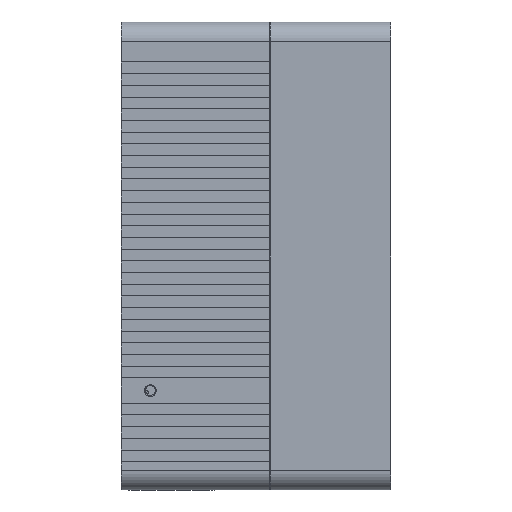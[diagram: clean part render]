
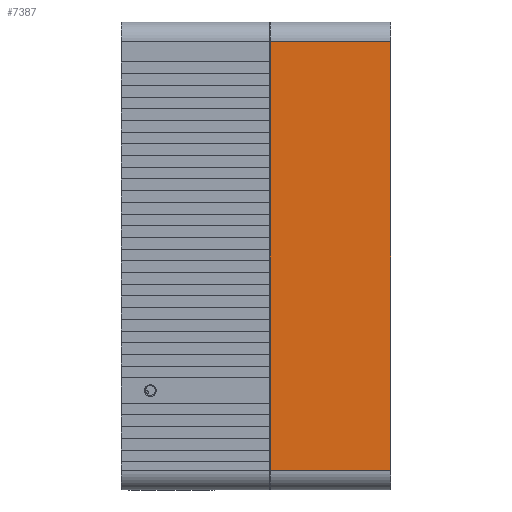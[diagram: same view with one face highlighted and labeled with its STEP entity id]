
A CAD part, left-side view. The second image highlights one B-rep face of the part: STEP entity #7387.
In plain terms, the highlighted planar face has unit normal (-1, 0, 0).
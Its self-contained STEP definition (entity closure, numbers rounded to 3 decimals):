
#483=DIRECTION('',(0.,0.,-1.));
#484=VECTOR('',#483,110.);
#485=CARTESIAN_POINT('',(-70.,-31.2,55.));
#486=LINE('',#485,#484);
#1995=DIRECTION('',(0.,0.,-1.));
#1996=VECTOR('',#1995,110.);
#1997=CARTESIAN_POINT('',(-70.,-0.2,55.));
#1998=LINE('',#1997,#1996);
#2098=DIRECTION('',(0.,1.,0.));
#2099=VECTOR('',#2098,31.);
#2100=CARTESIAN_POINT('',(-70.,-31.2,55.));
#2101=LINE('',#2100,#2099);
#2102=DIRECTION('',(0.,1.,0.));
#2103=VECTOR('',#2102,31.);
#2104=CARTESIAN_POINT('',(-70.,-31.2,-55.));
#2105=LINE('',#2104,#2103);
#3710=CARTESIAN_POINT('',(-70.,-0.2,55.));
#3712=VERTEX_POINT('',#3710);
#3716=CARTESIAN_POINT('',(-70.,-31.2,55.));
#3717=VERTEX_POINT('',#3716);
#3719=CARTESIAN_POINT('',(-70.,-0.2,-55.));
#3721=VERTEX_POINT('',#3719);
#3722=CARTESIAN_POINT('',(-70.,-31.2,-55.));
#3723=VERTEX_POINT('',#3722);
#7375=CARTESIAN_POINT('',(-70.,-0.2,60.));
#7376=DIRECTION('',(-1.,0.,0.));
#7377=DIRECTION('',(0.,0.,-1.));
#7378=AXIS2_PLACEMENT_3D('',#7375,#7376,#7377);
#7379=PLANE('',#7378);
#7380=ORIENTED_EDGE('',*,*,#7295,.F.);
#7381=ORIENTED_EDGE('',*,*,#4889,.T.);
#7383=ORIENTED_EDGE('',*,*,#7382,.T.);
#7384=ORIENTED_EDGE('',*,*,#7306,.F.);
#7385=EDGE_LOOP('',(#7380,#7381,#7383,#7384));
#7386=FACE_OUTER_BOUND('',#7385,.F.);
#7387=ADVANCED_FACE('',(#7386),#7379,.T.);
#4889=EDGE_CURVE('',#3717,#3723,#486,.T.);
#7295=EDGE_CURVE('',#3717,#3712,#2101,.T.);
#7306=EDGE_CURVE('',#3712,#3721,#1998,.T.);
#7382=EDGE_CURVE('',#3723,#3721,#2105,.T.);
